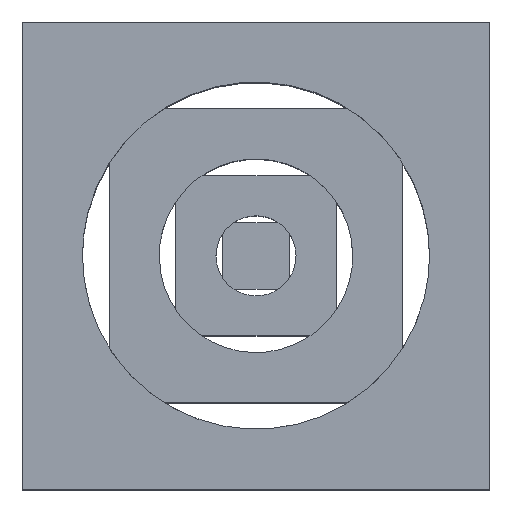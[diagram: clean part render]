
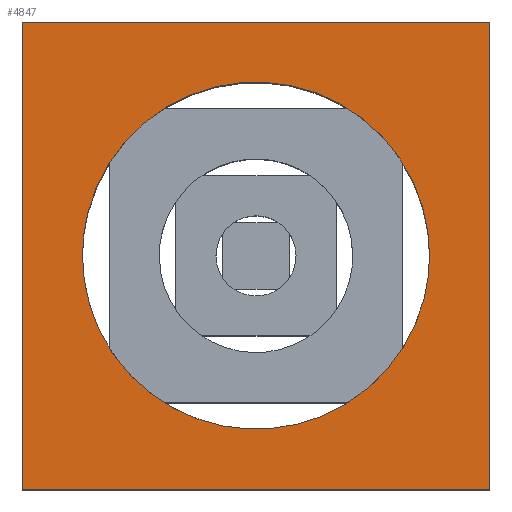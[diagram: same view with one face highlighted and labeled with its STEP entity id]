
A CAD part, top view. The second image highlights one B-rep face of the part: STEP entity #4847.
In plain terms, the highlighted free-form (B-spline) face has degree [1, 1] with [2, 2] control points.
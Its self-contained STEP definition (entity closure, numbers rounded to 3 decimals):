
#1639 = VERTEX_POINT('',#1640);
#1640 = CARTESIAN_POINT('',(13.916,0.,
    18.733));
#1645 = EDGE_CURVE('',#1646,#1639,#1648,.T.);
#1646 = VERTEX_POINT('',#1647);
#1647 = CARTESIAN_POINT('',(-13.916,0.,
    18.733));
#1648 = ( BOUNDED_CURVE() B_SPLINE_CURVE(2,(#1649,#1650,#1651,#1652,
#1653),.UNSPECIFIED.,.F.,.F.) B_SPLINE_CURVE_WITH_KNOTS((3,2,3),(
    3.142,4.712,6.283),
.PIECEWISE_BEZIER_KNOTS.) CURVE() GEOMETRIC_REPRESENTATION_ITEM() 
RATIONAL_B_SPLINE_CURVE((1.,0.707,1.,0.707,1.)) 
REPRESENTATION_ITEM('') );
#1649 = CARTESIAN_POINT('',(-13.916,0.,
    18.733));
#1650 = CARTESIAN_POINT('',(-13.916,-13.916,
    18.733));
#1651 = CARTESIAN_POINT('',(0.,-13.916,
    18.733));
#1652 = CARTESIAN_POINT('',(13.916,-13.916,
    18.733));
#1653 = CARTESIAN_POINT('',(13.916,0.,
    18.733));
#3593 = EDGE_CURVE('',#1639,#1646,#3594,.T.);
#3594 = ( BOUNDED_CURVE() B_SPLINE_CURVE(2,(#3595,#3596,#3597,#3598,
#3599),.UNSPECIFIED.,.F.,.F.) B_SPLINE_CURVE_WITH_KNOTS((3,2,3),(0.,
1.571,3.142),.PIECEWISE_BEZIER_KNOTS.) CURVE() 
GEOMETRIC_REPRESENTATION_ITEM() RATIONAL_B_SPLINE_CURVE((1.,
0.707,1.,0.707,1.)) REPRESENTATION_ITEM('') );
#3595 = CARTESIAN_POINT('',(13.916,0.,
    18.733));
#3596 = CARTESIAN_POINT('',(13.916,13.916,
    18.733));
#3597 = CARTESIAN_POINT('',(0.,13.916,
    18.733));
#3598 = CARTESIAN_POINT('',(-13.916,13.916,
    18.733));
#3599 = CARTESIAN_POINT('',(-13.916,0.,
    18.733));
#4730 = VERTEX_POINT('',#4731);
#4731 = CARTESIAN_POINT('',(18.733,18.733,
    18.733));
#4736 = EDGE_CURVE('',#4737,#4730,#4739,.T.);
#4737 = VERTEX_POINT('',#4738);
#4738 = CARTESIAN_POINT('',(18.733,-18.733,
    18.733));
#4739 = B_SPLINE_CURVE_WITH_KNOTS('',1,(#4740,#4741),.UNSPECIFIED.,.F.,
  .F.,(2,2),(0.,25.55),.PIECEWISE_BEZIER_KNOTS.);
#4740 = CARTESIAN_POINT('',(18.733,-18.733,
    18.733));
#4741 = CARTESIAN_POINT('',(18.733,18.733,
    18.733));
#4768 = VERTEX_POINT('',#4769);
#4769 = CARTESIAN_POINT('',(-18.733,18.733,
    18.733));
#4774 = EDGE_CURVE('',#4730,#4768,#4775,.T.);
#4775 = B_SPLINE_CURVE_WITH_KNOTS('',1,(#4776,#4777),.UNSPECIFIED.,.F.,
  .F.,(2,2),(-25.55,-0.),.PIECEWISE_BEZIER_KNOTS.);
#4776 = CARTESIAN_POINT('',(18.733,18.733,
    18.733));
#4777 = CARTESIAN_POINT('',(-18.733,18.733,
    18.733));
#4807 = VERTEX_POINT('',#4808);
#4808 = CARTESIAN_POINT('',(-18.733,-18.733,
    18.733));
#4813 = EDGE_CURVE('',#4768,#4807,#4814,.T.);
#4814 = B_SPLINE_CURVE_WITH_KNOTS('',1,(#4815,#4816),.UNSPECIFIED.,.F.,
  .F.,(2,2),(-25.55,-0.),.PIECEWISE_BEZIER_KNOTS.);
#4815 = CARTESIAN_POINT('',(-18.733,18.733,
    18.733));
#4816 = CARTESIAN_POINT('',(-18.733,-18.733,
    18.733));
#4837 = EDGE_CURVE('',#4807,#4737,#4838,.T.);
#4838 = B_SPLINE_CURVE_WITH_KNOTS('',1,(#4839,#4840),.UNSPECIFIED.,.F.,
  .F.,(2,2),(0.,25.55),.PIECEWISE_BEZIER_KNOTS.);
#4839 = CARTESIAN_POINT('',(-18.733,-18.733,
    18.733));
#4840 = CARTESIAN_POINT('',(18.733,-18.733,
    18.733));
#4847 = ADVANCED_FACE('',(#4848,#4852),#4858,.F.);
#4848 = FACE_BOUND('',#4849,.T.);
#4849 = EDGE_LOOP('',(#4850,#4851));
#4850 = ORIENTED_EDGE('',*,*,#3593,.F.);
#4851 = ORIENTED_EDGE('',*,*,#1645,.F.);
#4852 = FACE_BOUND('',#4853,.T.);
#4853 = EDGE_LOOP('',(#4854,#4855,#4856,#4857));
#4854 = ORIENTED_EDGE('',*,*,#4736,.T.);
#4855 = ORIENTED_EDGE('',*,*,#4774,.T.);
#4856 = ORIENTED_EDGE('',*,*,#4813,.T.);
#4857 = ORIENTED_EDGE('',*,*,#4837,.T.);
#4858 = B_SPLINE_SURFACE_WITH_KNOTS('',1,1,(
    (#4859,#4860)
    ,(#4861,#4862
    )),.UNSPECIFIED.,.F.,.F.,.F.,(2,2),(2,2),(-12.775,12.775),(-12.775,
    12.775),.PIECEWISE_BEZIER_KNOTS.);
#4859 = CARTESIAN_POINT('',(18.733,-18.733,
    18.733));
#4860 = CARTESIAN_POINT('',(18.733,18.733,
    18.733));
#4861 = CARTESIAN_POINT('',(-18.733,-18.733,
    18.733));
#4862 = CARTESIAN_POINT('',(-18.733,18.733,
    18.733));
